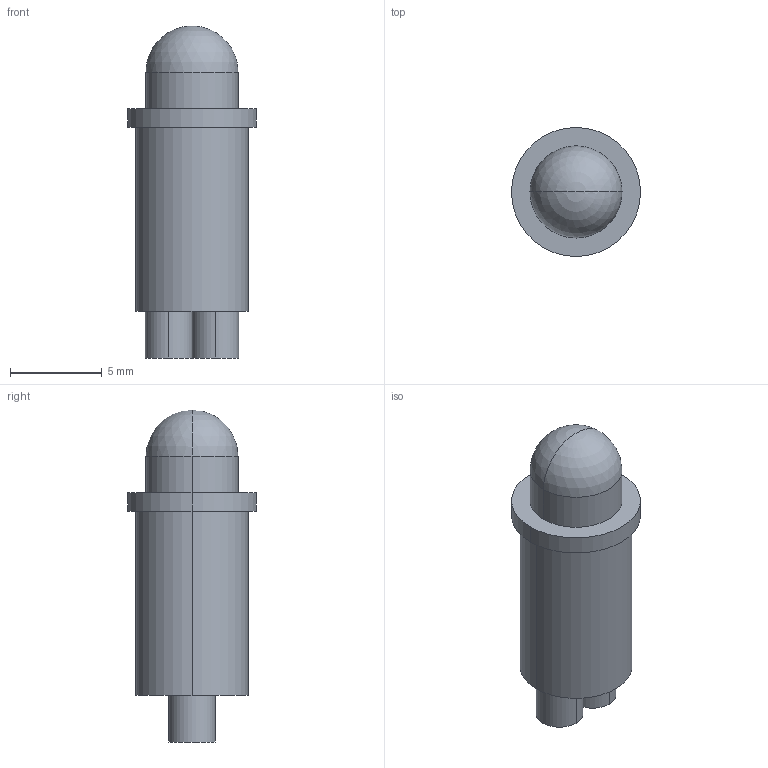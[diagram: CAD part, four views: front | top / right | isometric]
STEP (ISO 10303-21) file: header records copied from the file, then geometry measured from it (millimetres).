
FILE_DESCRIPTION((''),'2;1');
FILE_NAME('led.stp','2002-01-15T18:35:53',('Administrator'),(''),'Autodesk Inventor (tm) 3.0','Autodesk Inventor (tm) 3.0','');
FILE_SCHEMA(('CONFIG_CONTROL_DESIGN'));
Length unit declared in the file: inch
Products named in the file (3): led; led1; led2
Assembly tree (2 placements, depth 2):
  led
    led1
    led2
Bounding box: 7.01 x 7.01 x 18.05 mm (x, y, z)
Volume: 428.6 mm3; surface area: 421.8 mm2
Topology: 2 solids, 2 shells, 20 faces, 39 edges, 23 vertices
Faces by surface type: cylinder 12, plane 6, sphere 2
Entity records: 868 total; most frequent: DIRECTION 111, CARTESIAN_POINT 83, ORIENTED_EDGE 74, AXIS2_PLACEMENT_3D 50, EDGE_CURVE 36, PERSON 28, ORGANIZATION 28, PERSON_AND_ORGANIZATION 28
